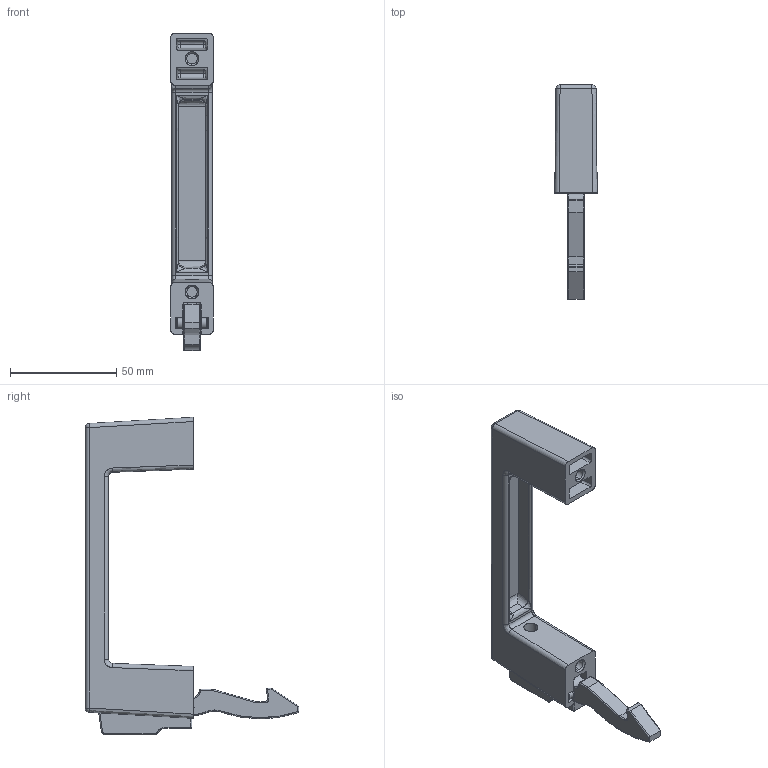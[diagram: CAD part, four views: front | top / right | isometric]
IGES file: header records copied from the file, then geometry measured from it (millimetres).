
Start section: SolidWorks IGES file using analytic representation for surfaces
Global section: file name: A-231-2.IGS; native system: SolidWorks 2014; preprocessor: SolidWorks 2014; author: 1337yo; date: 170627.135420; units: millimetre
Bounding box: 20 x 100.9 x 149.7 mm (x, y, z)
Surface area: 24749.8 mm2 (no closed solid volume)
Topology: 0 solids, 0 shells, 244 faces, 2251 edges, 2238 vertices
Faces by surface type: revolution 136, bspline 108
